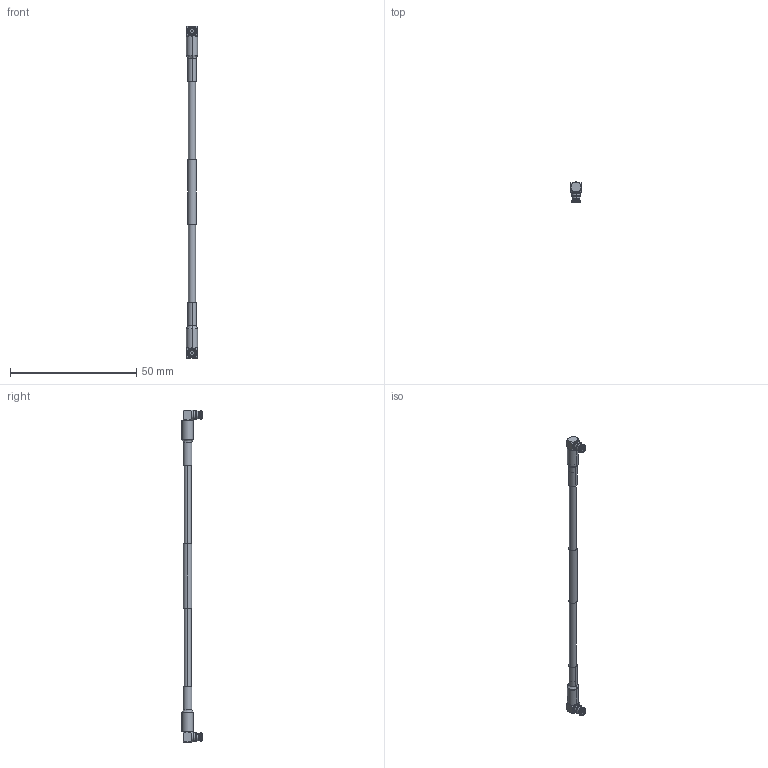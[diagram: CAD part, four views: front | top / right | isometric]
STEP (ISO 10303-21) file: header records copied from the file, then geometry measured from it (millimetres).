
FILE_DESCRIPTION (( 'STEP AP214' ), '1' );
FILE_NAME ('FMC00023_3D.step', '2025-02-14T17:37:14', ( '' ), ( '' ), 'SwSTEP 2.0', 'SolidWorks 2022', '' );
FILE_SCHEMA (( 'AUTOMOTIVE_DESIGN' ));
Length unit declared in the file: inch
Products named in the file (4): FMCO1055_3D^FMC00023; FMC00023_3D; Heat Shrinks^FMC00023; Coax Cable^FMC00023_RG316U
Assembly tree (5 placements, depth 2):
  FMC00023_3D
    Coax Cable^FMC00023_RG316U
    Heat Shrinks^FMC00023  x2
    FMCO1055_3D^FMC00023  x2
Bounding box: 4.39 x 7.94 x 131.57 mm (x, y, z)
Volume: 1353.1 mm3; surface area: 2198.3 mm2
Topology: 7 solids, 7 shells, 204 faces, 482 edges, 306 vertices
Faces by surface type: cylinder 76, plane 68, cone 44, torus 12, bspline 4
Entity records: 3557 total; most frequent: CARTESIAN_POINT 832, DIRECTION 556, ORIENTED_EDGE 496, EDGE_CURVE 248, AXIS2_PLACEMENT_3D 229, VERTEX_POINT 159, EDGE_LOOP 119, CIRCLE 116
